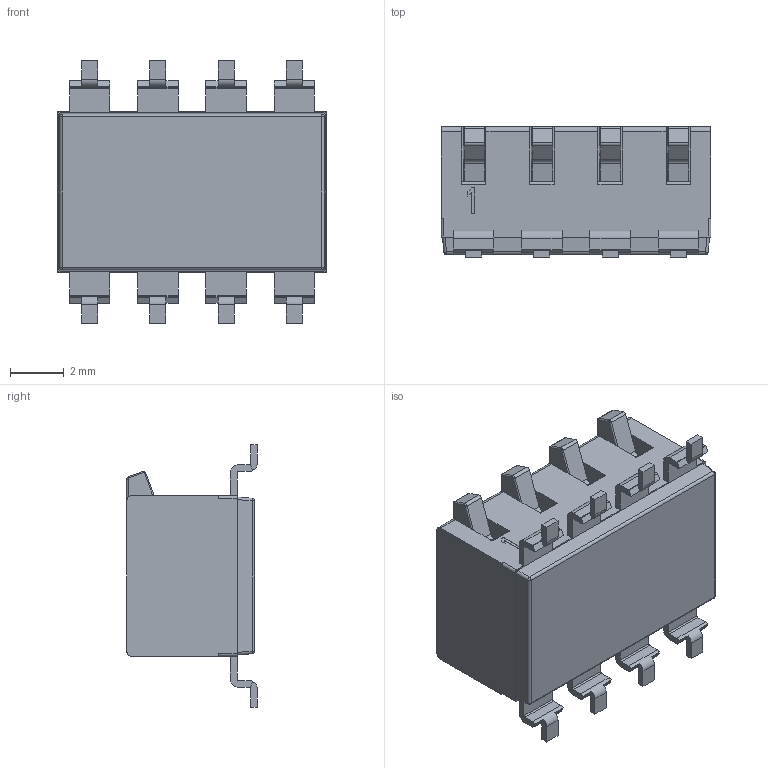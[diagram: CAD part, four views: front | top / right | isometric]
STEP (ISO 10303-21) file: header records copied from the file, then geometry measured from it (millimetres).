
FILE_DESCRIPTION((''),'2;1');
FILE_NAME('C-4-2319764-2','2017-06-09T',('workeradm'),('Tyco Electronics Ltd.'),'CREO PARAMETRIC BY PTC INC, 2016050','CREO PARAMETRIC BY PTC INC, 2016050','');
FILE_SCHEMA(('AUTOMOTIVE_DESIGN { 1 0 10303 214 1 1 1 1 }'));
Length unit declared in the file: millimetre
Products named in the file (1): C-4-2319764-2
Bounding box: 10.06 x 4.87 x 9.8 mm (x, y, z)
Volume: 290.5 mm3; surface area: 384.5 mm2
Topology: 1 solids, 1 shells, 273 faces, 763 edges, 494 vertices
Faces by surface type: plane 163, cylinder 90, torus 8, bspline 8, sphere 4
Entity records: 8909 total; most frequent: CARTESIAN_POINT 1712, ORIENTED_EDGE 1526, DIRECTION 1497, EDGE_CURVE 763, VECTOR 535, LINE 535, VERTEX_POINT 494, AXIS2_PLACEMENT_3D 481
